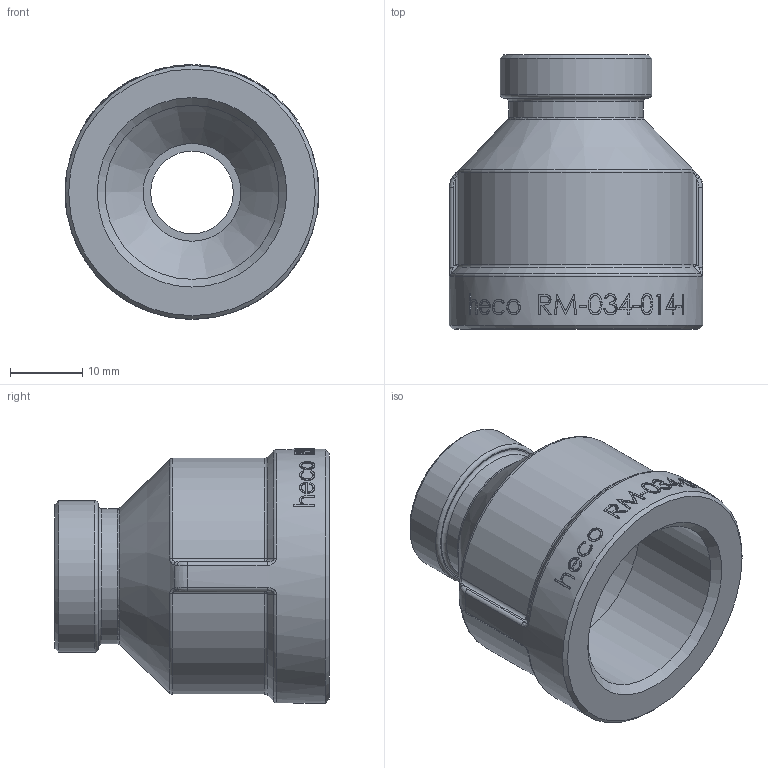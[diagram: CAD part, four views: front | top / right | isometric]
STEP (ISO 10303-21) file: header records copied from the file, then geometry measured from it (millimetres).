
FILE_DESCRIPTION (( 'STEP AP214' ), '1' );
FILE_NAME ('heco_RM-034-014-I.STEP', '2015-10-26T15:01:39', ( 'test' ), ( '' ), 'SwSTEP 2.0', 'SolidWorks 2011', '' );
FILE_SCHEMA (( 'AUTOMOTIVE_DESIGN' ));
Length unit declared in the file: millimetre
Products named in the file (1): heco_RM-034-014-I
Bounding box: 35.2 x 38 x 35.3 mm (x, y, z)
Volume: 12082.8 mm3; surface area: 7391.4 mm2
Topology: 1 solids, 1 shells, 252 faces, 631 edges, 407 vertices
Faces by surface type: bspline 111, plane 78, cylinder 39, torus 12, cone 8, sphere 4
Full cylindrical faces by diameter (mm): 11.445 x1, 18.7 x1, 21 x1, 24.117 x1, 28.2 x1, 35.2 x1
Entity records: 19175 total; most frequent: CARTESIAN_POINT 13329, ORIENTED_EDGE 1216, DIRECTION 655, EDGE_CURVE 608, VERTEX_POINT 400, B_SPLINE_CURVE_WITH_KNOTS 361, EDGE_LOOP 296, AXIS2_PLACEMENT_3D 266
